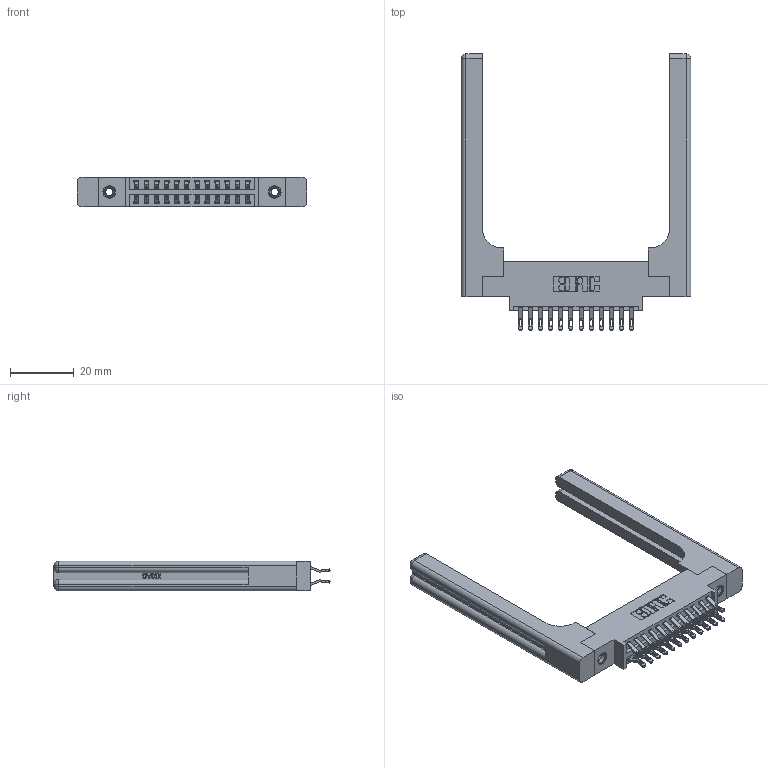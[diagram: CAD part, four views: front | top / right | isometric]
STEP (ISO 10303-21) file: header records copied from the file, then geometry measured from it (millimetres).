
FILE_DESCRIPTION (( 'STEP AP203' ), '1' );
FILE_NAME ('346-024-555-858.STEP', '2022-05-19T00:00:10', ( '' ), ( '' ), 'SwSTEP 2.0', 'SolidWorks 2020', '' );
FILE_SCHEMA (( 'CONFIG_CONTROL_DESIGN' ));
Length unit declared in the file: inch
Products named in the file (5): 346-220-058_345-220-058; 345-250-001_345-250-001-102; 346 Part_0.170 Offset - 0.156 Dia-TH; 346-024-555-858; 345-292-001_555 Tail
Assembly tree (29 placements, depth 2):
  346-024-555-858
    346 Part_0.170 Offset - 0.156 Dia-TH
    345-292-001_555 Tail  x24
    345-250-001_345-250-001-102  x2
    346-220-058_345-220-058  x2
Bounding box: 72.16 x 86.74 x 9.4 mm (x, y, z)
Volume: 14194.8 mm3; surface area: 14173.9 mm2
Topology: 29 solids, 29 shells, 1788 faces, 5435 edges, 3602 vertices
Faces by surface type: plane 1034, cylinder 694, bspline 36, cone 12, sphere 8, torus 4
Entity records: 17926 total; most frequent: CARTESIAN_POINT 4045, ORIENTED_EDGE 2744, DIRECTION 2516, EDGE_CURVE 1372, LINE 1080, VECTOR 1080, VERTEX_POINT 906, AXIS2_PLACEMENT_3D 718
